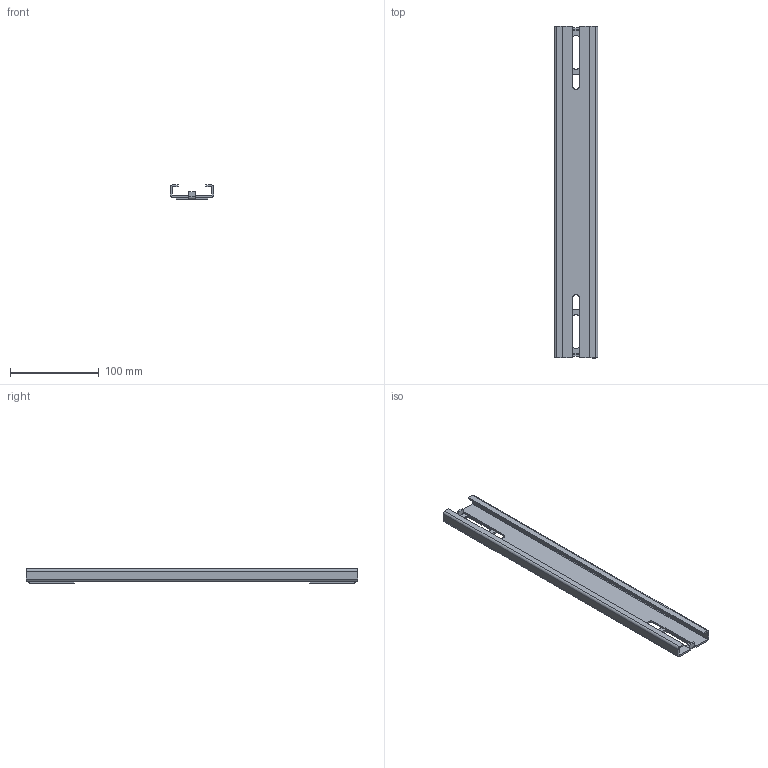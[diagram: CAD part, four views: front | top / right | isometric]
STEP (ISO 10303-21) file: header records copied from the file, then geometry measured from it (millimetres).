
FILE_DESCRIPTION (( 'STEP AP214' ), '1' );
FILE_NAME ('7399910_KSTP1.stp', '2018-01-29T12:55:16', ( '' ), ( '' ), 'SwSTEP 2.0', 'SolidWorks 2016', '' );
FILE_SCHEMA (( 'AUTOMOTIVE_DESIGN' ));
Length unit declared in the file: millimetre
Products named in the file (3): 070501_Standard; 070500_f〉 250 mm Kanalbreite; 7399910_KSTP1
Assembly tree (3 placements, depth 2):
  7399910_KSTP1
    070500_f〉 250 mm Kanalbreite
    070501_Standard  x2
Bounding box: 49 x 374 x 16 mm (x, y, z)
Volume: 66620.2 mm3; surface area: 70098.8 mm2
Topology: 3 solids, 3 shells, 86 faces, 192 edges, 112 vertices
Faces by surface type: plane 68, cylinder 18
Entity records: 1880 total; most frequent: DIRECTION 318, CARTESIAN_POINT 302, ORIENTED_EDGE 292, EDGE_CURVE 146, VECTOR 118, LINE 118, AXIS2_PLACEMENT_3D 100, VERTEX_POINT 84
